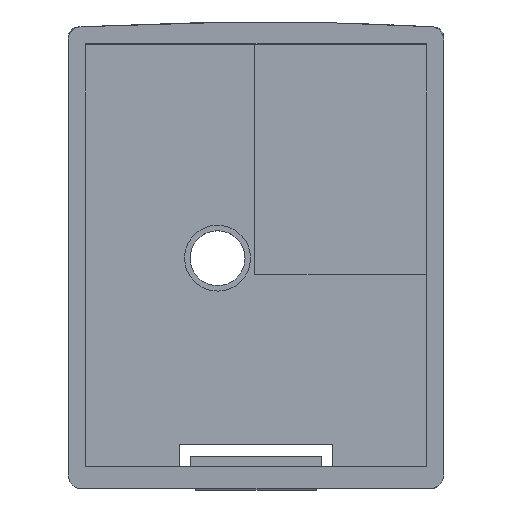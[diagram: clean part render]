
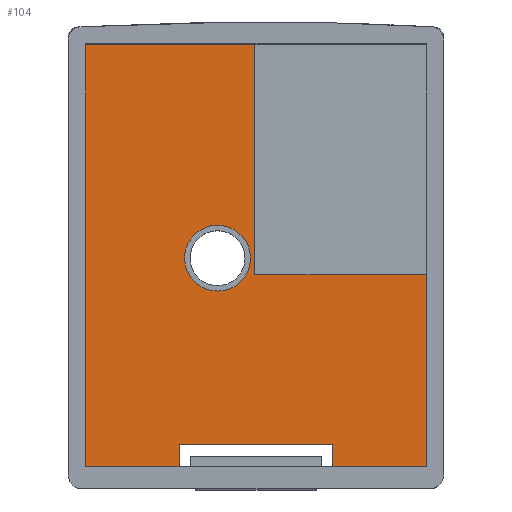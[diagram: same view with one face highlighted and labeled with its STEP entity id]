
A CAD part, top view. The second image highlights one B-rep face of the part: STEP entity #104.
In plain terms, the highlighted planar face has unit normal (0, 0, 1).
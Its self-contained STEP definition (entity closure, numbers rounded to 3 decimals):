
#104=ADVANCED_FACE('',(#206,#114),#1680,.T.);
#114=FACE_BOUND('',#307,.T.);
#206=FACE_OUTER_BOUND('',#306,.T.);
#306=EDGE_LOOP('',(#798,#799,#800,#801,#802,#803,#804,#805,#806,#807));
#307=EDGE_LOOP('',(#808));
#798=ORIENTED_EDGE('',*,*,#1103,.T.);
#799=ORIENTED_EDGE('',*,*,#950,.F.);
#800=ORIENTED_EDGE('',*,*,#907,.F.);
#801=ORIENTED_EDGE('',*,*,#908,.T.);
#802=ORIENTED_EDGE('',*,*,#952,.F.);
#803=ORIENTED_EDGE('',*,*,#1101,.T.);
#804=ORIENTED_EDGE('',*,*,#1104,.T.);
#805=ORIENTED_EDGE('',*,*,#943,.F.);
#806=ORIENTED_EDGE('',*,*,#1102,.F.);
#807=ORIENTED_EDGE('',*,*,#929,.F.);
#808=ORIENTED_EDGE('',*,*,#1017,.F.);
#907=EDGE_CURVE('',#1458,#1459,#1251,.T.);
#908=EDGE_CURVE('',#1458,#1460,#1252,.T.);
#929=EDGE_CURVE('',#1481,#1482,#1273,.T.);
#943=EDGE_CURVE('',#1496,#1495,#1287,.T.);
#950=EDGE_CURVE('',#1459,#1497,#1294,.T.);
#952=EDGE_CURVE('',#1498,#1460,#1296,.T.);
#1017=EDGE_CURVE('',#1544,#1544,#1197,.T.);
#1101=EDGE_CURVE('',#1498,#1577,#1398,.T.);
#1102=EDGE_CURVE('',#1482,#1496,#1399,.T.);
#1103=EDGE_CURVE('',#1481,#1497,#1400,.T.);
#1104=EDGE_CURVE('',#1577,#1495,#1401,.T.);
#1197=CIRCLE('',#1883,3.003);
#1251=B_SPLINE_CURVE_WITH_KNOTS('',1,(#2521,#2522),.UNSPECIFIED.,.F.,.F.,
(2,2),(0.,15.6),.UNSPECIFIED.);
#1252=B_SPLINE_CURVE_WITH_KNOTS('',1,(#2523,#2524),.UNSPECIFIED.,.F.,.F.,
(2,2),(0.,21.),.UNSPECIFIED.);
#1273=B_SPLINE_CURVE_WITH_KNOTS('',1,(#2566,#2567,#2568,#2569),
 .UNSPECIFIED.,.F.,.F.,(2,1,1,2),(-18.037,-17.04,-16.04,
-15.04),.UNSPECIFIED.);
#1287=B_SPLINE_CURVE_WITH_KNOTS('',1,(#2600,#2601,#2602),.UNSPECIFIED.,
 .F.,.F.,(2,1,2),(6.002,7.002,8.),
 .UNSPECIFIED.);
#1294=B_SPLINE_CURVE_WITH_KNOTS('',1,(#2616,#2617),.UNSPECIFIED.,.F.,.F.,
(2,2),(78.002,95.502),.UNSPECIFIED.);
#1296=B_SPLINE_CURVE_WITH_KNOTS('',1,(#2622,#2623),.UNSPECIFIED.,.F.,.F.,
(2,2),(62.6,78.),.UNSPECIFIED.);
#1398=B_SPLINE_CURVE_WITH_KNOTS('',1,(#3102,#3103),.UNSPECIFIED.,.F.,.F.,
(2,2),(-38.5,0.),.UNSPECIFIED.);
#1399=B_SPLINE_CURVE_WITH_KNOTS('',1,(#3104,#3105),.UNSPECIFIED.,.F.,.F.,
(2,2),(2.,3.),.UNSPECIFIED.);
#1400=B_SPLINE_CURVE_WITH_KNOTS('',1,(#3106,#3107),.UNSPECIFIED.,.F.,.F.,
(2,2),(22.503,31.),.UNSPECIFIED.);
#1401=B_SPLINE_CURVE_WITH_KNOTS('',1,(#3108,#3109),.UNSPECIFIED.,.F.,.F.,
(2,2),(0.,8.497),.UNSPECIFIED.);
#1458=VERTEX_POINT('',#2231);
#1459=VERTEX_POINT('',#2232);
#1460=VERTEX_POINT('',#2233);
#1481=VERTEX_POINT('',#2254);
#1482=VERTEX_POINT('',#2255);
#1495=VERTEX_POINT('',#2268);
#1496=VERTEX_POINT('',#2269);
#1497=VERTEX_POINT('',#2270);
#1498=VERTEX_POINT('',#2271);
#1544=VERTEX_POINT('',#2317);
#1577=VERTEX_POINT('',#2350);
#1680=PLANE('',#1859);
#1859=AXIS2_PLACEMENT_3D('',#2182,#1986,$);
#1883=AXIS2_PLACEMENT_3D($,#2866,#2029,#2030);
#1986=DIRECTION('',(0.,0.,1.));
#2029=DIRECTION('',(0.,0.,1.));
#2030=DIRECTION('',(0.309,0.951,0.));
#2182=CARTESIAN_POINT('',(33.,-36.,8.));
#2231=CARTESIAN_POINT('',(48.4,-18.5,8.));
#2232=CARTESIAN_POINT('',(64.,-18.5,8.));
#2233=CARTESIAN_POINT('',(48.4,2.5,8.));
#2254=CARTESIAN_POINT('',(55.503,-36.,8.));
#2255=CARTESIAN_POINT('',(55.503,-33.997,8.));
#2268=CARTESIAN_POINT('',(41.497,-36.,8.));
#2269=CARTESIAN_POINT('',(41.497,-33.997,8.));
#2270=CARTESIAN_POINT('',(64.,-36.,8.));
#2271=CARTESIAN_POINT('',(33.,2.5,8.));
#2317=CARTESIAN_POINT('',(45.928,-14.144,8.));
#2350=CARTESIAN_POINT('',(33.,-36.,8.));
#2521=CARTESIAN_POINT('',(48.4,-18.5,8.));
#2522=CARTESIAN_POINT('',(64.,-18.5,8.));
#2523=CARTESIAN_POINT('',(48.4,-18.5,8.));
#2524=CARTESIAN_POINT('',(48.4,2.5,8.));
#2566=CARTESIAN_POINT('',(55.503,-36.,8.));
#2567=CARTESIAN_POINT('',(55.503,-35.071,8.));
#2568=CARTESIAN_POINT('',(55.503,-34.998,8.));
#2569=CARTESIAN_POINT('',(55.503,-33.997,8.));
#2600=CARTESIAN_POINT('',(41.497,-33.997,8.));
#2601=CARTESIAN_POINT('',(41.497,-35.071,8.));
#2602=CARTESIAN_POINT('',(41.497,-36.,8.));
#2616=CARTESIAN_POINT('',(64.,-18.5,8.));
#2617=CARTESIAN_POINT('',(64.,-36.,8.));
#2622=CARTESIAN_POINT('',(33.,2.5,8.));
#2623=CARTESIAN_POINT('',(48.4,2.5,8.));
#2866=CARTESIAN_POINT('',(45.,-17.,8.));
#3102=CARTESIAN_POINT('',(33.,2.5,8.));
#3103=CARTESIAN_POINT('',(33.,-36.,8.));
#3104=CARTESIAN_POINT('',(55.503,-33.997,8.));
#3105=CARTESIAN_POINT('',(41.497,-33.997,8.));
#3106=CARTESIAN_POINT('',(55.503,-36.,8.));
#3107=CARTESIAN_POINT('',(64.,-36.,8.));
#3108=CARTESIAN_POINT('',(33.,-36.,8.));
#3109=CARTESIAN_POINT('',(41.497,-36.,8.));
